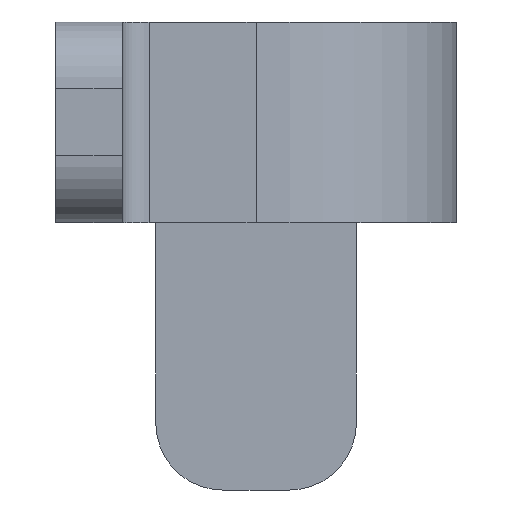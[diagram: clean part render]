
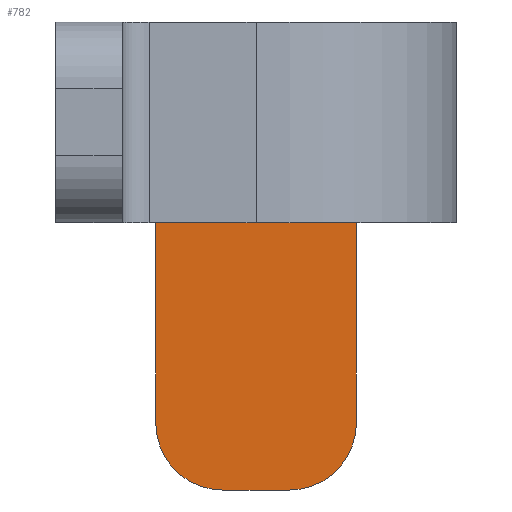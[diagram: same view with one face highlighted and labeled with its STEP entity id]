
A CAD part, front view. The second image highlights one B-rep face of the part: STEP entity #782.
In plain terms, the highlighted planar face has unit normal (0, -1, 0).
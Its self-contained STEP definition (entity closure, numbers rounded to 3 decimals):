
#29=LINE('',#1195,#95);
#56=LINE('',#1266,#122);
#72=LINE('',#1309,#138);
#79=LINE('',#1338,#145);
#95=VECTOR('',#960,10.);
#122=VECTOR('',#1021,10.);
#138=VECTOR('',#1063,10.);
#145=VECTOR('',#1098,10.);
#161=PLANE('',#874);
#216=FACE_OUTER_BOUND('',#271,.T.);
#271=EDGE_LOOP('',(#682,#683,#684,#685,#686,#687));
#325=CIRCLE('',#867,5.);
#329=CIRCLE('',#873,5.);
#355=VERTEX_POINT('',#1192);
#356=VERTEX_POINT('',#1194);
#383=VERTEX_POINT('',#1264);
#397=VERTEX_POINT('',#1307);
#401=VERTEX_POINT('',#1322);
#405=VERTEX_POINT('',#1334);
#437=EDGE_CURVE('',#355,#356,#29,.T.);
#474=EDGE_CURVE('',#383,#355,#56,.T.);
#497=EDGE_CURVE('',#383,#397,#72,.T.);
#504=EDGE_CURVE('',#356,#401,#325,.T.);
#511=EDGE_CURVE('',#405,#397,#329,.T.);
#512=EDGE_CURVE('',#401,#405,#79,.T.);
#682=ORIENTED_EDGE('',*,*,#504,.F.);
#683=ORIENTED_EDGE('',*,*,#437,.F.);
#684=ORIENTED_EDGE('',*,*,#474,.F.);
#685=ORIENTED_EDGE('',*,*,#497,.T.);
#686=ORIENTED_EDGE('',*,*,#511,.F.);
#687=ORIENTED_EDGE('',*,*,#512,.F.);
#782=ADVANCED_FACE('',(#216),#161,.T.);
#867=AXIS2_PLACEMENT_3D('',#1323,#1079,#1080);
#873=AXIS2_PLACEMENT_3D('',#1336,#1094,#1095);
#874=AXIS2_PLACEMENT_3D('',#1337,#1096,#1097);
#960=DIRECTION('',(0.,0.,-1.));
#1021=DIRECTION('',(1.,0.,0.));
#1063=DIRECTION('',(0.,0.,-1.));
#1079=DIRECTION('center_axis',(0.,1.,0.));
#1080=DIRECTION('ref_axis',(0.707,0.,-0.707));
#1094=DIRECTION('center_axis',(0.,1.,0.));
#1095=DIRECTION('ref_axis',(-0.707,0.,-0.707));
#1096=DIRECTION('center_axis',(0.,-1.,0.));
#1097=DIRECTION('ref_axis',(-1.,0.,0.));
#1098=DIRECTION('',(-1.,0.,0.));
#1192=CARTESIAN_POINT('',(7.5,18.,0.));
#1194=CARTESIAN_POINT('',(7.5,18.,-15.));
#1195=CARTESIAN_POINT('',(7.5,18.,0.));
#1264=CARTESIAN_POINT('',(-7.5,18.,0.));
#1266=CARTESIAN_POINT('',(1.321,18.,0.));
#1307=CARTESIAN_POINT('',(-7.5,18.,-15.));
#1309=CARTESIAN_POINT('',(-7.5,18.,0.));
#1322=CARTESIAN_POINT('',(2.5,18.,-20.));
#1323=CARTESIAN_POINT('Origin',(2.5,18.,-15.));
#1334=CARTESIAN_POINT('',(-2.5,18.,-20.));
#1336=CARTESIAN_POINT('Origin',(-2.5,18.,-15.));
#1337=CARTESIAN_POINT('Origin',(7.5,18.,0.));
#1338=CARTESIAN_POINT('',(7.5,18.,-20.));
